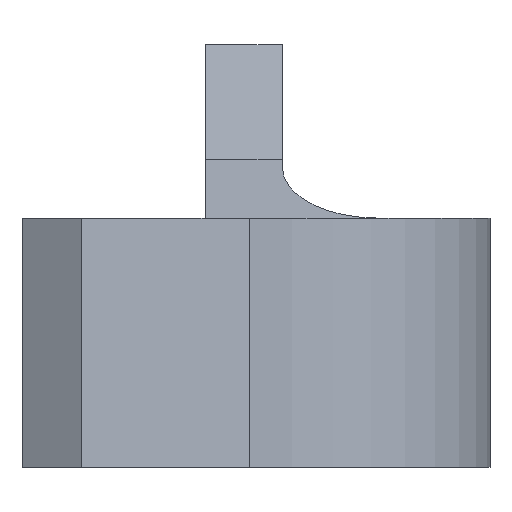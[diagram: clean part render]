
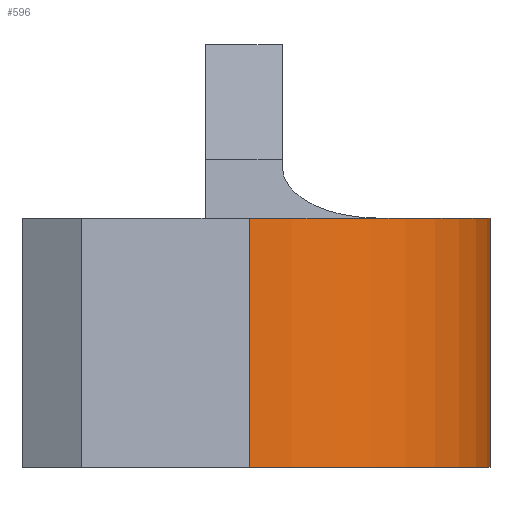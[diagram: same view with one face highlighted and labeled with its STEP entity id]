
A CAD part, front view. The second image highlights one B-rep face of the part: STEP entity #596.
In plain terms, the highlighted cylindrical face has radius 12.984 mm (diameter 25.969 mm), a partial arc.
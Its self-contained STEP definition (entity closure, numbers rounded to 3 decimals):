
#62=FACE_OUTER_BOUND('',#95,.T.);
#95=EDGE_LOOP('',(#513,#514,#515,#516));
#127=LINE('',#941,#187);
#154=LINE('',#1011,#214);
#187=VECTOR('',#757,10.);
#214=VECTOR('',#830,10.);
#228=CIRCLE('',#631,12.984);
#244=CIRCLE('',#672,12.984);
#258=VERTEX_POINT('',#884);
#259=VERTEX_POINT('',#886);
#279=VERTEX_POINT('',#940);
#299=VERTEX_POINT('',#1010);
#316=EDGE_CURVE('',#259,#258,#228,.T.);
#343=EDGE_CURVE('',#259,#279,#127,.T.);
#378=EDGE_CURVE('',#258,#299,#154,.T.);
#379=EDGE_CURVE('',#279,#299,#244,.T.);
#513=ORIENTED_EDGE('',*,*,#316,.T.);
#514=ORIENTED_EDGE('',*,*,#378,.T.);
#515=ORIENTED_EDGE('',*,*,#379,.F.);
#516=ORIENTED_EDGE('',*,*,#343,.F.);
#571=CYLINDRICAL_SURFACE('',#671,12.984);
#596=ADVANCED_FACE('',(#62),#571,.T.);
#631=AXIS2_PLACEMENT_3D('',#887,#705,#706);
#671=AXIS2_PLACEMENT_3D('',#1009,#828,#829);
#672=AXIS2_PLACEMENT_3D('',#1012,#831,#832);
#705=DIRECTION('center_axis',(0.,0.,-1.));
#706=DIRECTION('ref_axis',(1.,0.008,0.));
#757=DIRECTION('',(0.,0.,-1.));
#828=DIRECTION('center_axis',(0.,0.,-1.));
#829=DIRECTION('ref_axis',(1.,0.008,0.));
#830=DIRECTION('',(0.,0.,-1.));
#831=DIRECTION('center_axis',(0.,0.,-1.));
#832=DIRECTION('ref_axis',(1.,0.008,0.));
#884=CARTESIAN_POINT('',(-25.387,-14.159,0.));
#886=CARTESIAN_POINT('',(-12.835,-1.083,0.));
#887=CARTESIAN_POINT('Origin',(-25.819,-1.182,0.));
#940=CARTESIAN_POINT('',(-12.835,-1.083,-13.));
#941=CARTESIAN_POINT('',(-12.835,-1.083,0.));
#1009=CARTESIAN_POINT('Origin',(-25.819,-1.182,0.));
#1010=CARTESIAN_POINT('',(-25.387,-14.159,-13.));
#1011=CARTESIAN_POINT('',(-25.387,-14.159,0.));
#1012=CARTESIAN_POINT('Origin',(-25.819,-1.182,-13.));
